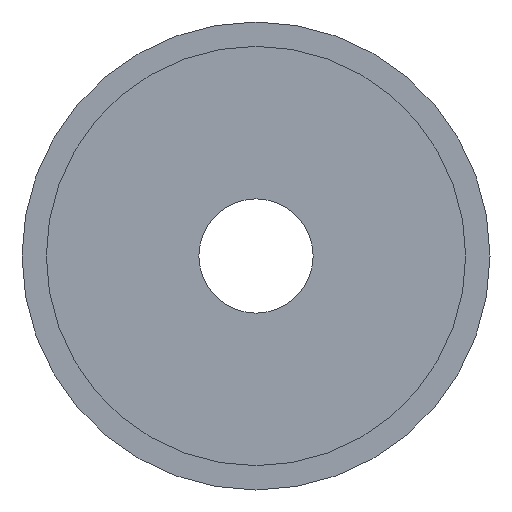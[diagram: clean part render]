
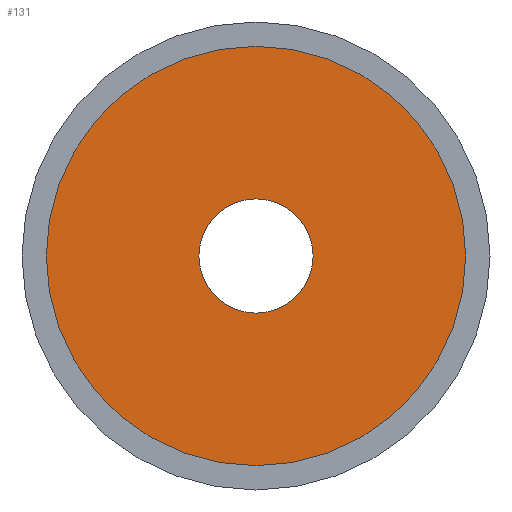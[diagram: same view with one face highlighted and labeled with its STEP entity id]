
A CAD part, front view. The second image highlights one B-rep face of the part: STEP entity #131.
In plain terms, the highlighted planar face has unit normal (0, -1, 0).
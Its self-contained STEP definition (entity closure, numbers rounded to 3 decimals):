
#19=FACE_BOUND('',#43,.T.);
#22=PLANE('',#163);
#31=FACE_OUTER_BOUND('',#42,.T.);
#42=EDGE_LOOP('',(#117));
#43=EDGE_LOOP('',(#118));
#57=CIRCLE('',#148,4.7);
#64=CIRCLE('',#162,17.25);
#66=VERTEX_POINT('',#212);
#73=VERTEX_POINT('',#238);
#76=EDGE_CURVE('',#66,#66,#57,.T.);
#88=EDGE_CURVE('',#73,#73,#64,.T.);
#117=ORIENTED_EDGE('',*,*,#88,.T.);
#118=ORIENTED_EDGE('',*,*,#76,.T.);
#131=ADVANCED_FACE('',(#31,#19),#22,.T.);
#148=AXIS2_PLACEMENT_3D('',#214,#171,#172);
#162=AXIS2_PLACEMENT_3D('',#240,#204,#205);
#163=AXIS2_PLACEMENT_3D('',#241,#206,#207);
#171=DIRECTION('center_axis',(0.,1.,0.));
#172=DIRECTION('ref_axis',(-1.,0.,0.));
#204=DIRECTION('center_axis',(0.,-1.,0.));
#205=DIRECTION('ref_axis',(1.,0.,0.));
#206=DIRECTION('center_axis',(0.,-1.,0.));
#207=DIRECTION('ref_axis',(0.,0.,-1.));
#212=CARTESIAN_POINT('',(4.7,-0.6,0.));
#214=CARTESIAN_POINT('Origin',(0.,-0.6,0.));
#238=CARTESIAN_POINT('',(-17.25,-0.6,0.));
#240=CARTESIAN_POINT('Origin',(0.,-0.6,
0.));
#241=CARTESIAN_POINT('Origin',(0.,-0.6,
0.));
